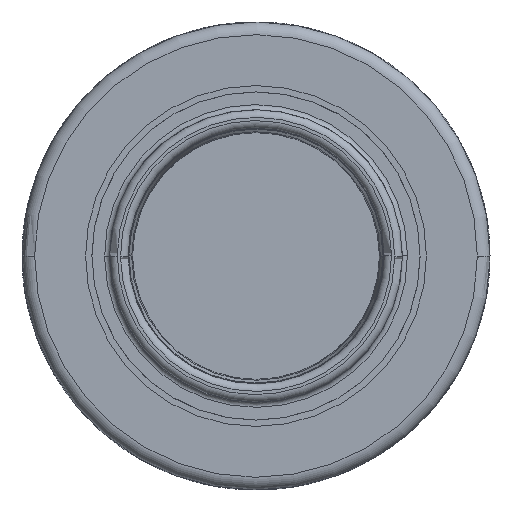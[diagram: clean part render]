
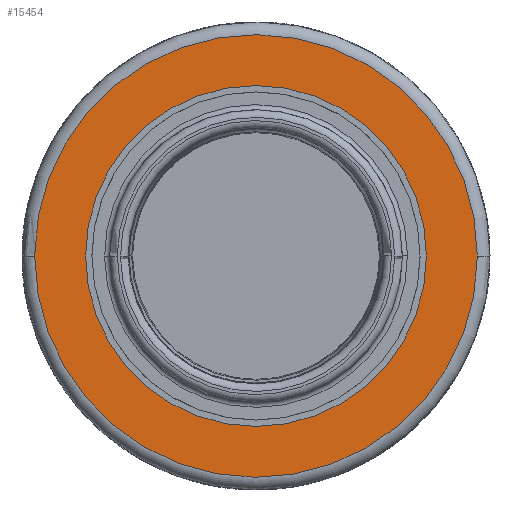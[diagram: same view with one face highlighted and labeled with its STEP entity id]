
A CAD part, left-side view. The second image highlights one B-rep face of the part: STEP entity #15454.
In plain terms, the highlighted planar face has unit normal (-1, 0, 0).
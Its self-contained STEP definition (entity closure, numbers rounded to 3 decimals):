
#4258=CARTESIAN_POINT('',(-9.2,0.,0.));
#4259=DIRECTION('',(1.,0.,0.));
#4260=DIRECTION('',(0.,1.,0.));
#4261=AXIS2_PLACEMENT_3D('',#4258,#4259,#4260);
#4263=CARTESIAN_POINT('',(-9.2,0.,0.));
#4264=DIRECTION('',(1.,0.,0.));
#4265=DIRECTION('',(0.,1.,0.008));
#4266=AXIS2_PLACEMENT_3D('',#4263,#4264,#4265);
#4268=CARTESIAN_POINT('',(-9.2,0.,0.));
#4269=DIRECTION('',(1.,0.,0.));
#4270=DIRECTION('',(0.,-1.,0.));
#4271=AXIS2_PLACEMENT_3D('',#4268,#4269,#4270);
#4273=CARTESIAN_POINT('',(-9.2,0.,0.));
#4274=DIRECTION('',(1.,0.,0.));
#4275=DIRECTION('',(0.,-1.,-0.008));
#4276=AXIS2_PLACEMENT_3D('',#4273,#4274,#4275);
#4278=CARTESIAN_POINT('',(-9.2,0.,0.));
#4279=DIRECTION('',(-1.,0.,0.));
#4280=DIRECTION('',(0.,-1.,0.));
#4281=AXIS2_PLACEMENT_3D('',#4278,#4279,#4280);
#4283=CARTESIAN_POINT('',(-9.2,0.,0.));
#4284=DIRECTION('',(-1.,0.,0.));
#4285=DIRECTION('',(0.,1.,0.));
#4286=AXIS2_PLACEMENT_3D('',#4283,#4284,#4285);
#8973=CARTESIAN_POINT('',(-9.2,-8.7,-0.073));
#8974=CARTESIAN_POINT('',(-9.2,8.7,0.));
#8975=VERTEX_POINT('',#8973);
#8976=VERTEX_POINT('',#8974);
#8977=CARTESIAN_POINT('',(-9.2,-8.7,0.));
#8978=VERTEX_POINT('',#8977);
#8979=CARTESIAN_POINT('',(-9.2,8.7,0.073));
#8980=VERTEX_POINT('',#8979);
#8981=CARTESIAN_POINT('',(-9.2,-6.7,0.));
#8982=CARTESIAN_POINT('',(-9.2,6.7,0.));
#8983=VERTEX_POINT('',#8981);
#8984=VERTEX_POINT('',#8982);
#15435=CARTESIAN_POINT('',(-9.2,0.,0.));
#15436=DIRECTION('',(-1.,0.,0.));
#15437=DIRECTION('',(0.,1.,0.));
#15438=AXIS2_PLACEMENT_3D('',#15435,#15436,#15437);
#15439=PLANE('',#15438);
#15441=ORIENTED_EDGE('',*,*,#15440,.T.);
#15443=ORIENTED_EDGE('',*,*,#15442,.T.);
#15444=ORIENTED_EDGE('',*,*,#15417,.T.);
#15445=ORIENTED_EDGE('',*,*,#15415,.T.);
#15446=EDGE_LOOP('',(#15441,#15443,#15444,#15445));
#15447=FACE_OUTER_BOUND('',#15446,.F.);
#15449=ORIENTED_EDGE('',*,*,#15448,.T.);
#15451=ORIENTED_EDGE('',*,*,#15450,.T.);
#15452=EDGE_LOOP('',(#15449,#15451));
#15453=FACE_BOUND('',#15452,.F.);
#4262=CIRCLE('',#4261,8.7);
#4267=CIRCLE('',#4266,8.7);
#4272=CIRCLE('',#4271,8.7);
#4277=CIRCLE('',#4276,8.7);
#4282=CIRCLE('',#4281,6.7);
#4287=CIRCLE('',#4286,6.7);
#15415=EDGE_CURVE('',#8975,#8976,#4277,.T.);
#15417=EDGE_CURVE('',#8978,#8975,#4272,.T.);
#15440=EDGE_CURVE('',#8976,#8980,#4262,.T.);
#15442=EDGE_CURVE('',#8980,#8978,#4267,.T.);
#15448=EDGE_CURVE('',#8983,#8984,#4282,.T.);
#15450=EDGE_CURVE('',#8984,#8983,#4287,.T.);
#15454=ADVANCED_FACE('',(#15447,#15453),#15439,.T.);
